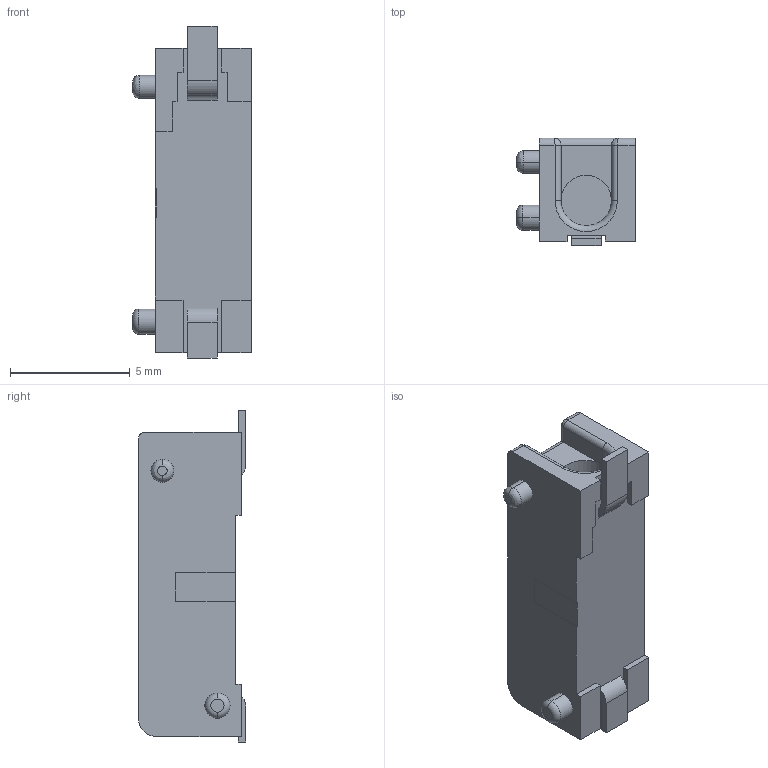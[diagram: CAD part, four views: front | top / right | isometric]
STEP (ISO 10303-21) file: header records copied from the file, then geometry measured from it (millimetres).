
FILE_DESCRIPTION((''),'2;1');
FILE_NAME('C-2834006-1','2017-05-04T',('workeradm'),('Tyco Electronics Ltd.'),'CREO PARAMETRIC BY PTC INC, 2016050','CREO PARAMETRIC BY PTC INC, 2016050','');
FILE_SCHEMA(('AUTOMOTIVE_DESIGN { 1 0 10303 214 1 1 1 1 }'));
Length unit declared in the file: millimetre
Products named in the file (1): C-2834006-1
Bounding box: 4.95 x 4.47 x 13.84 mm (x, y, z)
Volume: 196 mm3; surface area: 284.2 mm2
Topology: 1 solids, 1 shells, 86 faces, 209 edges, 132 vertices
Faces by surface type: plane 48, cylinder 25, cone 6, bspline 4, torus 3
Entity records: 2838 total; most frequent: CARTESIAN_POINT 625, DIRECTION 424, ORIENTED_EDGE 418, EDGE_CURVE 209, VECTOR 146, LINE 146, AXIS2_PLACEMENT_3D 139, VERTEX_POINT 132
